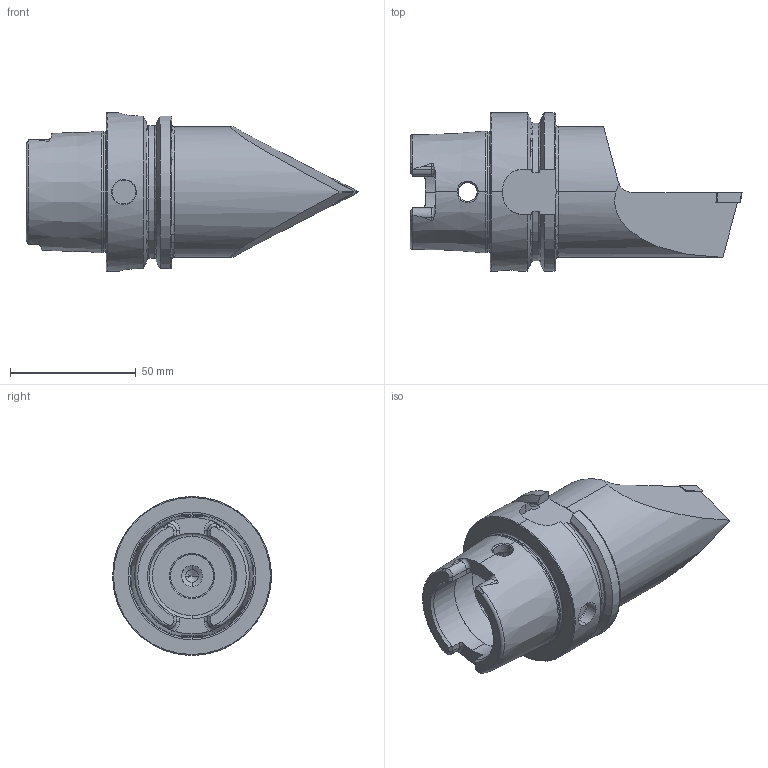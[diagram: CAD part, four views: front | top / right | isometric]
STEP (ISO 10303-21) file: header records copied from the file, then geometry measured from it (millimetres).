
FILE_DESCRIPTION (( 'STEP AP214' ), '1' );
FILE_NAME ('HA6-KDB.NNA.100.STEP', '2014-12-10T08:49:58', ( 'SWIAdmin' ), ( 'Hewlett-Packard Company' ), 'SwSTEP 2.0', 'SolidWorks 2012', '' );
FILE_SCHEMA (( 'AUTOMOTIVE_DESIGN' ));
Length unit declared in the file: millimetre
Products named in the file (5): KVT_MB_600_060; WCB-ER2.001.009_A; DCMT11T304; HA6-KDB.NNA.100_B; HA6-KDB.NNA.100
Assembly tree (4 placements, depth 2):
  HA6-KDB.NNA.100
    HA6-KDB.NNA.100_B
    DCMT11T304
    WCB-ER2.001.009_A
    KVT_MB_600_060
Bounding box: 131.91 x 63 x 63 mm (x, y, z)
Volume: 156892.1 mm3; surface area: 31467.7 mm2
Topology: 5 solids, 5 shells, 305 faces, 777 edges, 474 vertices
Faces by surface type: cylinder 86, plane 80, cone 78, torus 37, bspline 20, sphere 4
Entity records: 12132 total; most frequent: CARTESIAN_POINT 3778, ORIENTED_EDGE 1524, DIRECTION 1396, EDGE_CURVE 762, AXIS2_PLACEMENT_3D 558, VERTEX_POINT 471, EDGE_LOOP 319, FACE_OUTER_BOUND 305
